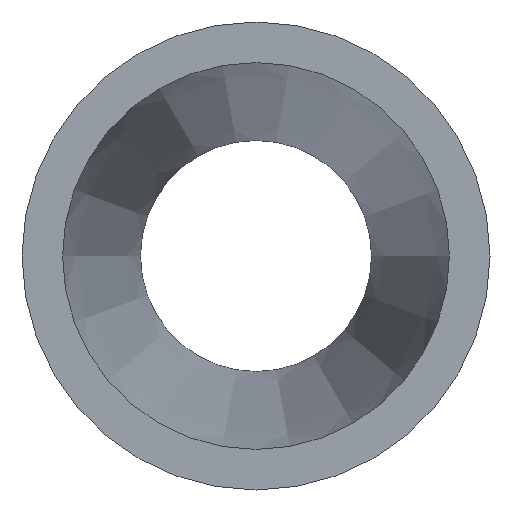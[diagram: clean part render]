
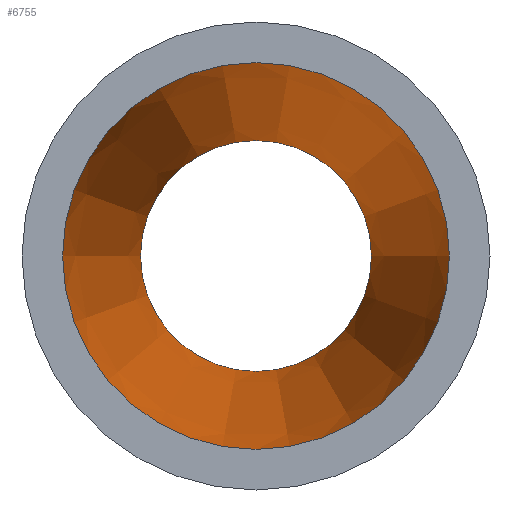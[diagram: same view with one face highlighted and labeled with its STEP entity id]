
A CAD part, left-side view. The second image highlights one B-rep face of the part: STEP entity #6755.
In plain terms, the highlighted conical face has half-angle 7.125 degrees and reference radius 6.287 mm.
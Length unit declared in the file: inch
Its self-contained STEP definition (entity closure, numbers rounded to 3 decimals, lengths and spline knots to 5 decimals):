
#99=FACE_BOUND('',#1210,.T.);
#802=FACE_OUTER_BOUND('',#1209,.T.);
#1209=EDGE_LOOP('',(#6316));
#1210=EDGE_LOOP('',(#6317));
#2290=CIRCLE('',#7122,0.185);
#2291=CIRCLE('',#7124,0.31);
#3314=VERTEX_POINT('',#14903);
#3315=VERTEX_POINT('',#14906);
#4317=EDGE_CURVE('',#3314,#3314,#2290,.T.);
#4318=EDGE_CURVE('',#3315,#3315,#2291,.T.);
#6316=ORIENTED_EDGE('',*,*,#4318,.F.);
#6317=ORIENTED_EDGE('',*,*,#4317,.T.);
#6359=CONICAL_SURFACE('',#7123,0.2475,7.125);
#6755=ADVANCED_FACE('',(#802,#99),#6359,.F.);
#7122=AXIS2_PLACEMENT_3D('',#14904,#8328,#8329);
#7123=AXIS2_PLACEMENT_3D('',#14905,#8330,#8331);
#7124=AXIS2_PLACEMENT_3D('',#14907,#8332,#8333);
#8328=DIRECTION('center_axis',(1.,0.,0.));
#8329=DIRECTION('ref_axis',(0.,-1.,0.));
#8330=DIRECTION('center_axis',(-1.,0.,0.));
#8331=DIRECTION('ref_axis',(0.,-1.,0.));
#8332=DIRECTION('center_axis',(1.,0.,0.));
#8333=DIRECTION('ref_axis',(0.,-1.,0.));
#14903=CARTESIAN_POINT('',(1.,-0.185,0.));
#14904=CARTESIAN_POINT('Origin',(1.,0.,0.));
#14905=CARTESIAN_POINT('Origin',(0.5,0.,0.));
#14906=CARTESIAN_POINT('',(0.,-0.31,0.));
#14907=CARTESIAN_POINT('Origin',(0.,0.,0.));
